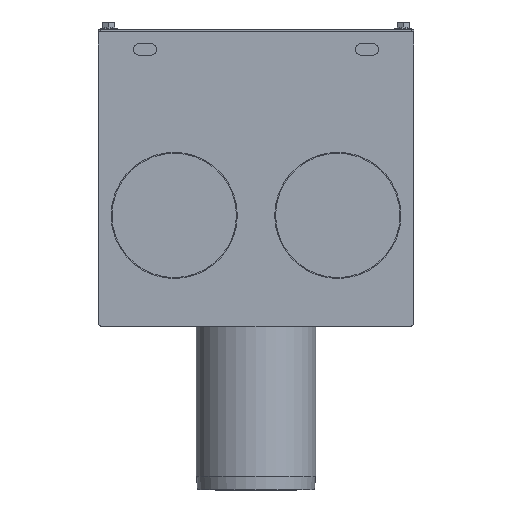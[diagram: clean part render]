
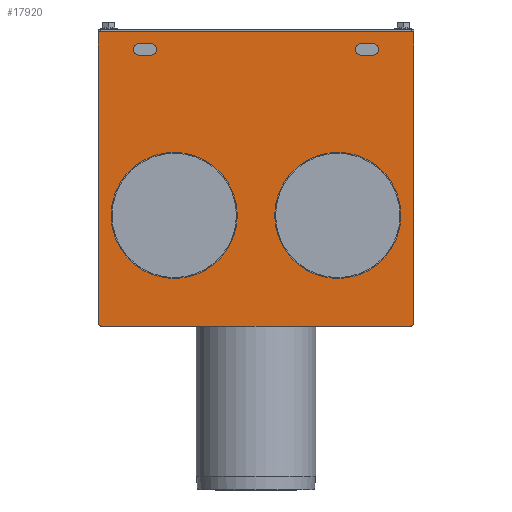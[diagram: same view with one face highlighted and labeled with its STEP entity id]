
A CAD part, front view. The second image highlights one B-rep face of the part: STEP entity #17920.
In plain terms, the highlighted planar face has unit normal (0, -1, 0).
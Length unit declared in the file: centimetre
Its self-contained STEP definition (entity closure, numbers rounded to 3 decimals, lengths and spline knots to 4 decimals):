
#118=FACE_BOUND('',#2342,.T.);
#119=FACE_BOUND('',#2343,.T.);
#120=FACE_BOUND('',#2344,.T.);
#121=FACE_BOUND('',#2345,.T.);
#525=PLANE('',#18932);
#1430=FACE_OUTER_BOUND('',#2341,.T.);
#2341=EDGE_LOOP('',(#13053,#13054,#13055,#13056,#13057,#13058));
#2342=EDGE_LOOP('',(#13059));
#2343=EDGE_LOOP('',(#13060));
#2344=EDGE_LOOP('',(#13061,#13062,#13063,#13064));
#2345=EDGE_LOOP('',(#13065,#13066,#13067,#13068));
#3592=LINE('',#24631,#5955);
#3605=LINE('',#24657,#5968);
#3612=LINE('',#24681,#5975);
#3615=LINE('',#24689,#5978);
#3618=LINE('',#24697,#5981);
#3621=LINE('',#24705,#5984);
#3623=LINE('',#24710,#5986);
#3624=LINE('',#24712,#5987);
#5955=VECTOR('',#20186,1.);
#5968=VECTOR('',#20213,1.);
#5975=VECTOR('',#20242,1.);
#5978=VECTOR('',#20251,1.);
#5981=VECTOR('',#20260,1.);
#5984=VECTOR('',#20269,1.);
#5986=VECTOR('',#20277,1.);
#5987=VECTOR('',#20280,1.);
#8349=CIRCLE('',#18907,3.);
#8351=CIRCLE('',#18911,3.);
#8352=CIRCLE('',#18915,54.);
#8353=CIRCLE('',#18917,54.);
#8354=CIRCLE('',#18921,5.);
#8355=CIRCLE('',#18924,5.);
#8356=CIRCLE('',#18927,5.);
#8357=CIRCLE('',#18930,5.);
#8520=VERTEX_POINT('',#24628);
#8521=VERTEX_POINT('',#24630);
#8525=VERTEX_POINT('',#24650);
#8526=VERTEX_POINT('',#24652);
#8527=VERTEX_POINT('',#24656);
#8529=VERTEX_POINT('',#24662);
#8530=VERTEX_POINT('',#24668);
#8531=VERTEX_POINT('',#24672);
#8532=VERTEX_POINT('',#24678);
#8533=VERTEX_POINT('',#24680);
#8534=VERTEX_POINT('',#24684);
#8535=VERTEX_POINT('',#24688);
#8536=VERTEX_POINT('',#24694);
#8537=VERTEX_POINT('',#24696);
#8538=VERTEX_POINT('',#24700);
#8539=VERTEX_POINT('',#24704);
#10268=EDGE_CURVE('',#8521,#8520,#3592,.T.);
#10281=EDGE_CURVE('',#8525,#8526,#8349,.T.);
#10283=EDGE_CURVE('',#8526,#8527,#3605,.T.);
#10286=EDGE_CURVE('',#8527,#8529,#8351,.T.);
#10289=EDGE_CURVE('',#8530,#8530,#8352,.T.);
#10291=EDGE_CURVE('',#8531,#8531,#8353,.T.);
#10294=EDGE_CURVE('',#8533,#8532,#3612,.T.);
#10296=EDGE_CURVE('',#8534,#8533,#8354,.T.);
#10298=EDGE_CURVE('',#8535,#8534,#3615,.T.);
#10300=EDGE_CURVE('',#8532,#8535,#8355,.T.);
#10302=EDGE_CURVE('',#8537,#8536,#3618,.T.);
#10304=EDGE_CURVE('',#8538,#8537,#8356,.T.);
#10306=EDGE_CURVE('',#8539,#8538,#3621,.T.);
#10308=EDGE_CURVE('',#8536,#8539,#8357,.T.);
#10309=EDGE_CURVE('',#8520,#8529,#3623,.T.);
#10310=EDGE_CURVE('',#8525,#8521,#3624,.T.);
#13053=ORIENTED_EDGE('',*,*,#10281,.F.);
#13054=ORIENTED_EDGE('',*,*,#10310,.T.);
#13055=ORIENTED_EDGE('',*,*,#10268,.T.);
#13056=ORIENTED_EDGE('',*,*,#10309,.T.);
#13057=ORIENTED_EDGE('',*,*,#10286,.F.);
#13058=ORIENTED_EDGE('',*,*,#10283,.F.);
#13059=ORIENTED_EDGE('',*,*,#10289,.T.);
#13060=ORIENTED_EDGE('',*,*,#10291,.T.);
#13061=ORIENTED_EDGE('',*,*,#10306,.T.);
#13062=ORIENTED_EDGE('',*,*,#10304,.T.);
#13063=ORIENTED_EDGE('',*,*,#10302,.T.);
#13064=ORIENTED_EDGE('',*,*,#10308,.T.);
#13065=ORIENTED_EDGE('',*,*,#10298,.T.);
#13066=ORIENTED_EDGE('',*,*,#10296,.T.);
#13067=ORIENTED_EDGE('',*,*,#10294,.T.);
#13068=ORIENTED_EDGE('',*,*,#10300,.T.);
#17920=ADVANCED_FACE('',(#1430,#118,#119,#120,#121),#525,.T.);
#18907=AXIS2_PLACEMENT_3D('',#24653,#20208,#20209);
#18911=AXIS2_PLACEMENT_3D('',#24663,#20219,#20220);
#18915=AXIS2_PLACEMENT_3D('',#24670,#20229,#20230);
#18917=AXIS2_PLACEMENT_3D('',#24674,#20234,#20235);
#18921=AXIS2_PLACEMENT_3D('',#24685,#20246,#20247);
#18924=AXIS2_PLACEMENT_3D('',#24692,#20255,#20256);
#18927=AXIS2_PLACEMENT_3D('',#24701,#20264,#20265);
#18930=AXIS2_PLACEMENT_3D('',#24708,#20273,#20274);
#18932=AXIS2_PLACEMENT_3D('',#24711,#20278,#20279);
#20186=DIRECTION('',(-1.,0.,0.));
#20208=DIRECTION('center_axis',(0.,1.,0.));
#20209=DIRECTION('ref_axis',(0.707,0.,-0.707));
#20213=DIRECTION('',(-1.,0.,0.));
#20219=DIRECTION('center_axis',(0.,1.,0.));
#20220=DIRECTION('ref_axis',(-0.707,0.,-0.707));
#20229=DIRECTION('center_axis',(0.,1.,0.));
#20230=DIRECTION('ref_axis',(1.,0.,0.));
#20234=DIRECTION('center_axis',(0.,1.,0.));
#20235=DIRECTION('ref_axis',(1.,0.,0.));
#20242=DIRECTION('',(-1.,0.,0.));
#20246=DIRECTION('center_axis',(0.,1.,0.));
#20247=DIRECTION('ref_axis',(0.,0.,-1.));
#20251=DIRECTION('',(1.,0.,0.));
#20255=DIRECTION('center_axis',(0.,1.,0.));
#20256=DIRECTION('ref_axis',(0.,0.,1.));
#20260=DIRECTION('',(1.,0.,0.));
#20264=DIRECTION('center_axis',(0.,1.,0.));
#20265=DIRECTION('ref_axis',(0.,0.,1.));
#20269=DIRECTION('',(-1.,0.,0.));
#20273=DIRECTION('center_axis',(0.,1.,0.));
#20274=DIRECTION('ref_axis',(0.,0.,-1.));
#20277=DIRECTION('',(0.,0.,-1.));
#20278=DIRECTION('center_axis',(0.,-1.,0.));
#20279=DIRECTION('ref_axis',(1.,0.,0.));
#20280=DIRECTION('',(0.,0.,1.));
#24628=CARTESIAN_POINT('',(1113.8935,42.9068,220.));
#24630=CARTESIAN_POINT('',(1383.8935,42.9068,220.));
#24631=CARTESIAN_POINT('',(1248.8935,42.9068,220.));
#24650=CARTESIAN_POINT('',(1383.8935,42.9068,-29.));
#24652=CARTESIAN_POINT('',(1380.8935,42.9068,-32.));
#24653=CARTESIAN_POINT('Origin',(1380.8935,42.9068,-29.));
#24656=CARTESIAN_POINT('',(1116.8935,42.9068,-32.));
#24657=CARTESIAN_POINT('',(1383.8935,42.9068,-32.));
#24662=CARTESIAN_POINT('',(1113.8935,42.9068,-29.));
#24663=CARTESIAN_POINT('Origin',(1116.8935,42.9068,-29.));
#24668=CARTESIAN_POINT('',(1264.8935,42.9068,63.));
#24670=CARTESIAN_POINT('Origin',(1318.8935,42.9068,63.));
#24672=CARTESIAN_POINT('',(1124.8935,42.9068,63.));
#24674=CARTESIAN_POINT('Origin',(1178.8935,42.9068,63.));
#24678=CARTESIAN_POINT('',(1338.8935,42.9068,200.));
#24680=CARTESIAN_POINT('',(1348.8935,42.9068,200.));
#24681=CARTESIAN_POINT('',(1293.8935,42.9068,200.));
#24684=CARTESIAN_POINT('',(1348.8935,42.9068,210.));
#24685=CARTESIAN_POINT('Origin',(1348.8935,42.9068,205.));
#24688=CARTESIAN_POINT('',(1338.8935,42.9068,210.));
#24689=CARTESIAN_POINT('',(1298.8935,42.9068,210.));
#24692=CARTESIAN_POINT('Origin',(1338.8935,42.9068,205.));
#24694=CARTESIAN_POINT('',(1158.8935,42.9068,210.));
#24696=CARTESIAN_POINT('',(1148.8935,42.9068,210.));
#24697=CARTESIAN_POINT('',(1203.8935,42.9068,210.));
#24700=CARTESIAN_POINT('',(1148.8935,42.9068,200.));
#24701=CARTESIAN_POINT('Origin',(1148.8935,42.9068,205.));
#24704=CARTESIAN_POINT('',(1158.8935,42.9068,200.));
#24705=CARTESIAN_POINT('',(1198.8935,42.9068,200.));
#24708=CARTESIAN_POINT('Origin',(1158.8935,42.9068,205.));
#24710=CARTESIAN_POINT('',(1113.8935,42.9068,-32.));
#24711=CARTESIAN_POINT('Origin',(1383.8935,42.9068,-27.));
#24712=CARTESIAN_POINT('',(1383.8935,42.9068,-32.));
